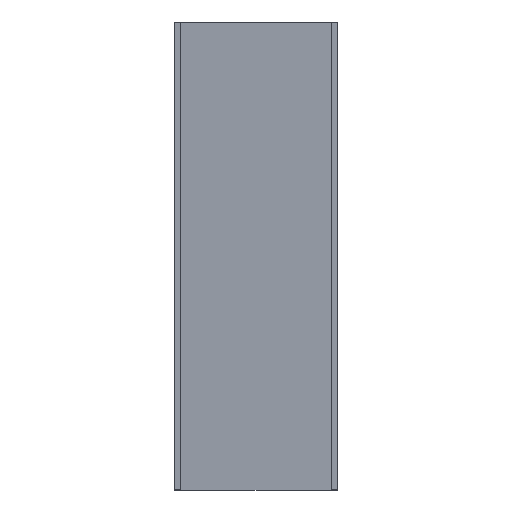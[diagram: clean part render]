
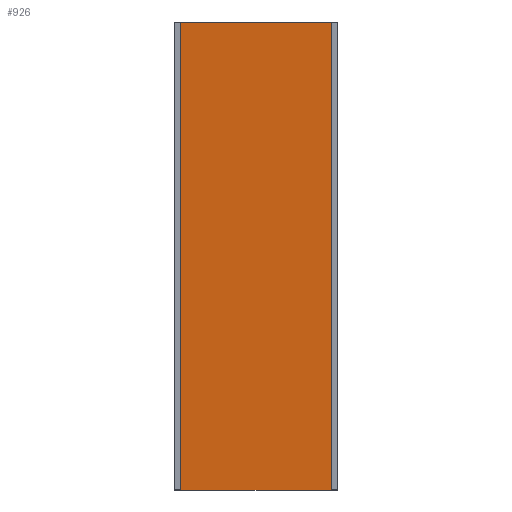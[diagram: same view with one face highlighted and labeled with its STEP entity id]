
A CAD part, top view. The second image highlights one B-rep face of the part: STEP entity #926.
In plain terms, the highlighted face is planar.
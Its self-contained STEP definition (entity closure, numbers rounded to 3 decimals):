
#18=FACE_BOUND('',#118,.T.);
#19=FACE_BOUND('',#119,.T.);
#20=FACE_BOUND('',#120,.T.);
#21=FACE_BOUND('',#121,.T.);
#72=FACE_OUTER_BOUND('',#117,.T.);
#117=EDGE_LOOP('',(#802,#803,#804,#805,#806,#807,#808,#809,#810,#811,#812,
#813));
#118=EDGE_LOOP('',(#814,#815,#816,#817));
#119=EDGE_LOOP('',(#818,#819,#820,#821));
#120=EDGE_LOOP('',(#822,#823,#824,#825));
#121=EDGE_LOOP('',(#826,#827,#828,#829));
#125=LINE('',#1257,#252);
#129=LINE('',#1265,#256);
#133=LINE('',#1273,#260);
#138=LINE('',#1281,#265);
#140=LINE('',#1287,#267);
#144=LINE('',#1295,#271);
#148=LINE('',#1303,#275);
#153=LINE('',#1311,#280);
#155=LINE('',#1317,#282);
#159=LINE('',#1325,#286);
#166=LINE('',#1339,#293);
#183=LINE('',#1371,#310);
#185=LINE('',#1375,#312);
#189=LINE('',#1382,#316);
#190=LINE('',#1386,#317);
#194=LINE('',#1394,#321);
#202=LINE('',#1409,#329);
#203=LINE('',#1411,#330);
#205=LINE('',#1416,#332);
#209=LINE('',#1424,#336);
#217=LINE('',#1439,#344);
#218=LINE('',#1441,#345);
#228=LINE('',#1460,#355);
#232=LINE('',#1468,#359);
#237=LINE('',#1476,#364);
#247=LINE('',#1497,#374);
#248=LINE('',#1499,#375);
#249=LINE('',#1500,#376);
#252=VECTOR('',#1035,10.);
#256=VECTOR('',#1041,10.);
#260=VECTOR('',#1047,10.);
#265=VECTOR('',#1054,10.);
#267=VECTOR('',#1060,10.);
#271=VECTOR('',#1066,10.);
#275=VECTOR('',#1072,10.);
#280=VECTOR('',#1079,10.);
#282=VECTOR('',#1085,10.);
#286=VECTOR('',#1091,10.);
#293=VECTOR('',#1102,10.);
#310=VECTOR('',#1133,10.);
#312=VECTOR('',#1135,10.);
#316=VECTOR('',#1139,10.);
#317=VECTOR('',#1142,10.);
#321=VECTOR('',#1148,10.);
#329=VECTOR('',#1160,10.);
#330=VECTOR('',#1163,10.);
#332=VECTOR('',#1167,10.);
#336=VECTOR('',#1173,10.);
#344=VECTOR('',#1185,10.);
#345=VECTOR('',#1188,10.);
#355=VECTOR('',#1202,10.);
#359=VECTOR('',#1208,10.);
#364=VECTOR('',#1217,10.);
#374=VECTOR('',#1239,10.);
#375=VECTOR('',#1240,10.);
#376=VECTOR('',#1241,10.);
#379=VERTEX_POINT('',#1255);
#380=VERTEX_POINT('',#1256);
#383=VERTEX_POINT('',#1264);
#386=VERTEX_POINT('',#1272);
#389=VERTEX_POINT('',#1285);
#390=VERTEX_POINT('',#1286);
#393=VERTEX_POINT('',#1294);
#396=VERTEX_POINT('',#1302);
#399=VERTEX_POINT('',#1315);
#400=VERTEX_POINT('',#1316);
#403=VERTEX_POINT('',#1324);
#408=VERTEX_POINT('',#1338);
#416=VERTEX_POINT('',#1370);
#417=VERTEX_POINT('',#1372);
#418=VERTEX_POINT('',#1374);
#421=VERTEX_POINT('',#1380);
#422=VERTEX_POINT('',#1384);
#423=VERTEX_POINT('',#1385);
#426=VERTEX_POINT('',#1393);
#431=VERTEX_POINT('',#1407);
#432=VERTEX_POINT('',#1414);
#433=VERTEX_POINT('',#1415);
#436=VERTEX_POINT('',#1423);
#441=VERTEX_POINT('',#1437);
#448=VERTEX_POINT('',#1459);
#451=VERTEX_POINT('',#1467);
#457=VERTEX_POINT('',#1496);
#458=VERTEX_POINT('',#1498);
#459=EDGE_CURVE('',#379,#380,#125,.T.);
#463=EDGE_CURVE('',#383,#379,#129,.T.);
#467=EDGE_CURVE('',#386,#383,#133,.T.);
#472=EDGE_CURVE('',#380,#386,#138,.T.);
#474=EDGE_CURVE('',#389,#390,#140,.T.);
#478=EDGE_CURVE('',#393,#389,#144,.T.);
#482=EDGE_CURVE('',#396,#393,#148,.T.);
#487=EDGE_CURVE('',#390,#396,#153,.T.);
#489=EDGE_CURVE('',#399,#400,#155,.T.);
#493=EDGE_CURVE('',#403,#399,#159,.T.);
#500=EDGE_CURVE('',#408,#403,#166,.T.);
#517=EDGE_CURVE('',#416,#408,#183,.T.);
#519=EDGE_CURVE('',#418,#417,#185,.T.);
#523=EDGE_CURVE('',#400,#421,#189,.T.);
#524=EDGE_CURVE('',#422,#423,#190,.T.);
#528=EDGE_CURVE('',#426,#422,#194,.T.);
#536=EDGE_CURVE('',#423,#431,#202,.T.);
#537=EDGE_CURVE('',#431,#426,#203,.T.);
#539=EDGE_CURVE('',#432,#433,#205,.T.);
#543=EDGE_CURVE('',#436,#432,#209,.T.);
#551=EDGE_CURVE('',#433,#441,#217,.T.);
#552=EDGE_CURVE('',#441,#436,#218,.T.);
#562=EDGE_CURVE('',#448,#416,#228,.T.);
#566=EDGE_CURVE('',#451,#448,#232,.T.);
#571=EDGE_CURVE('',#417,#451,#237,.T.);
#581=EDGE_CURVE('',#421,#457,#247,.T.);
#582=EDGE_CURVE('',#457,#458,#248,.T.);
#583=EDGE_CURVE('',#458,#418,#249,.T.);
#802=ORIENTED_EDGE('',*,*,#489,.T.);
#803=ORIENTED_EDGE('',*,*,#523,.T.);
#804=ORIENTED_EDGE('',*,*,#581,.T.);
#805=ORIENTED_EDGE('',*,*,#582,.T.);
#806=ORIENTED_EDGE('',*,*,#583,.T.);
#807=ORIENTED_EDGE('',*,*,#519,.T.);
#808=ORIENTED_EDGE('',*,*,#571,.T.);
#809=ORIENTED_EDGE('',*,*,#566,.T.);
#810=ORIENTED_EDGE('',*,*,#562,.T.);
#811=ORIENTED_EDGE('',*,*,#517,.T.);
#812=ORIENTED_EDGE('',*,*,#500,.T.);
#813=ORIENTED_EDGE('',*,*,#493,.T.);
#814=ORIENTED_EDGE('',*,*,#463,.T.);
#815=ORIENTED_EDGE('',*,*,#459,.T.);
#816=ORIENTED_EDGE('',*,*,#472,.T.);
#817=ORIENTED_EDGE('',*,*,#467,.T.);
#818=ORIENTED_EDGE('',*,*,#478,.T.);
#819=ORIENTED_EDGE('',*,*,#474,.T.);
#820=ORIENTED_EDGE('',*,*,#487,.T.);
#821=ORIENTED_EDGE('',*,*,#482,.T.);
#822=ORIENTED_EDGE('',*,*,#528,.T.);
#823=ORIENTED_EDGE('',*,*,#524,.T.);
#824=ORIENTED_EDGE('',*,*,#536,.T.);
#825=ORIENTED_EDGE('',*,*,#537,.T.);
#826=ORIENTED_EDGE('',*,*,#543,.T.);
#827=ORIENTED_EDGE('',*,*,#539,.T.);
#828=ORIENTED_EDGE('',*,*,#551,.T.);
#829=ORIENTED_EDGE('',*,*,#552,.T.);
#881=PLANE('',#1024);
#926=ADVANCED_FACE('',(#72,#18,#19,#20,#21),#881,.T.);
#1024=AXIS2_PLACEMENT_3D('',#1495,#1237,#1238);
#1035=DIRECTION('',(0.996,0.,-0.087));
#1041=DIRECTION('',(0.,1.,0.));
#1047=DIRECTION('',(-0.996,0.,0.087));
#1054=DIRECTION('',(0.,-1.,0.));
#1060=DIRECTION('',(0.996,0.,-0.087));
#1066=DIRECTION('',(0.,1.,0.));
#1072=DIRECTION('',(-0.996,0.,0.087));
#1079=DIRECTION('',(0.,-1.,0.));
#1085=DIRECTION('',(0.996,0.,-0.087));
#1091=DIRECTION('',(0.,1.,0.));
#1102=DIRECTION('',(-0.996,0.,0.087));
#1133=DIRECTION('',(0.,1.,0.));
#1135=DIRECTION('',(0.,1.,0.));
#1139=DIRECTION('',(0.,1.,0.));
#1142=DIRECTION('',(0.996,0.,-0.087));
#1148=DIRECTION('',(0.,1.,0.));
#1160=DIRECTION('',(0.,-1.,0.));
#1163=DIRECTION('',(-0.996,0.,0.087));
#1167=DIRECTION('',(0.996,0.,-0.087));
#1173=DIRECTION('',(0.,1.,0.));
#1185=DIRECTION('',(0.,-1.,0.));
#1188=DIRECTION('',(-0.996,0.,0.087));
#1202=DIRECTION('',(0.996,0.,-0.087));
#1208=DIRECTION('',(0.,1.,0.));
#1217=DIRECTION('',(-0.996,0.,0.087));
#1237=DIRECTION('center_axis',(0.087,0.,
0.996));
#1238=DIRECTION('ref_axis',(0.996,0.,-0.087));
#1239=DIRECTION('',(-0.996,0.,0.087));
#1240=DIRECTION('',(0.,-1.,0.));
#1241=DIRECTION('',(0.996,0.,-0.087));
#1255=CARTESIAN_POINT('',(-3399.244,1199.9,297.395));
#1256=CARTESIAN_POINT('',(-3369.244,1199.9,294.771));
#1257=CARTESIAN_POINT('',(-2541.876,1199.9,222.385));
#1264=CARTESIAN_POINT('',(-3399.244,1149.9,297.395));
#1265=CARTESIAN_POINT('',(-3399.244,899.95,297.395));
#1272=CARTESIAN_POINT('',(-3369.244,1149.9,294.771));
#1273=CARTESIAN_POINT('',(-2556.762,1149.9,223.688));
#1281=CARTESIAN_POINT('',(-3369.244,874.95,294.771));
#1285=CARTESIAN_POINT('',(-1714.622,1199.9,150.01));
#1286=CARTESIAN_POINT('',(-1684.622,1199.9,147.385));
#1287=CARTESIAN_POINT('',(-1699.565,1199.9,148.693));
#1294=CARTESIAN_POINT('',(-1714.622,1149.9,150.01));
#1295=CARTESIAN_POINT('',(-1714.622,899.95,150.01));
#1302=CARTESIAN_POINT('',(-1684.622,1149.9,147.385));
#1303=CARTESIAN_POINT('',(-1714.451,1149.9,149.995));
#1311=CARTESIAN_POINT('',(-1684.622,874.95,147.385));
#1315=CARTESIAN_POINT('',(-30.,1199.9,2.625));
#1316=CARTESIAN_POINT('',(0.,1199.9,0.));
#1317=CARTESIAN_POINT('',(-857.254,1199.9,75.));
#1324=CARTESIAN_POINT('',(-30.,1149.9,2.625));
#1325=CARTESIAN_POINT('',(-30.,899.95,2.625));
#1338=CARTESIAN_POINT('',(0.,1149.9,0.));
#1339=CARTESIAN_POINT('',(-872.14,1149.9,76.302));
#1370=CARTESIAN_POINT('',(0.,50.1,0.));
#1371=CARTESIAN_POINT('',(0.,0.,0.));
#1372=CARTESIAN_POINT('',(0.,0.1,0.));
#1374=CARTESIAN_POINT('',(0.,0.,0.));
#1375=CARTESIAN_POINT('',(0.,0.,0.));
#1380=CARTESIAN_POINT('',(0.,1200.,0.));
#1382=CARTESIAN_POINT('',(0.,0.,0.));
#1384=CARTESIAN_POINT('',(-3399.244,50.1,297.395));
#1385=CARTESIAN_POINT('',(-3369.244,50.1,294.771));
#1386=CARTESIAN_POINT('',(-2556.762,50.1,223.688));
#1393=CARTESIAN_POINT('',(-3399.244,0.1,297.395));
#1394=CARTESIAN_POINT('',(-3399.244,300.05,297.395));
#1407=CARTESIAN_POINT('',(-3369.244,0.1,294.771));
#1409=CARTESIAN_POINT('',(-3369.244,325.05,294.771));
#1411=CARTESIAN_POINT('',(-2541.876,0.1,222.385));
#1414=CARTESIAN_POINT('',(-1714.622,50.1,150.01));
#1415=CARTESIAN_POINT('',(-1684.622,50.1,147.385));
#1416=CARTESIAN_POINT('',(-1714.451,50.1,149.995));
#1423=CARTESIAN_POINT('',(-1714.622,0.1,150.01));
#1424=CARTESIAN_POINT('',(-1714.622,300.05,150.01));
#1437=CARTESIAN_POINT('',(-1684.622,0.1,147.385));
#1439=CARTESIAN_POINT('',(-1684.622,325.05,147.385));
#1441=CARTESIAN_POINT('',(-1699.565,0.1,148.693));
#1459=CARTESIAN_POINT('',(-30.,50.1,2.625));
#1460=CARTESIAN_POINT('',(-872.14,50.1,76.302));
#1467=CARTESIAN_POINT('',(-30.,0.1,2.625));
#1468=CARTESIAN_POINT('',(-30.,300.05,2.625));
#1476=CARTESIAN_POINT('',(-857.254,0.1,75.));
#1495=CARTESIAN_POINT('Origin',(-1714.508,600.,150.));
#1496=CARTESIAN_POINT('',(-3429.016,1200.,300.));
#1497=CARTESIAN_POINT('',(0.,1200.,0.));
#1498=CARTESIAN_POINT('',(-3429.016,0.,300.));
#1499=CARTESIAN_POINT('',(-3429.016,1200.,300.));
#1500=CARTESIAN_POINT('',(-3429.016,0.,300.));
